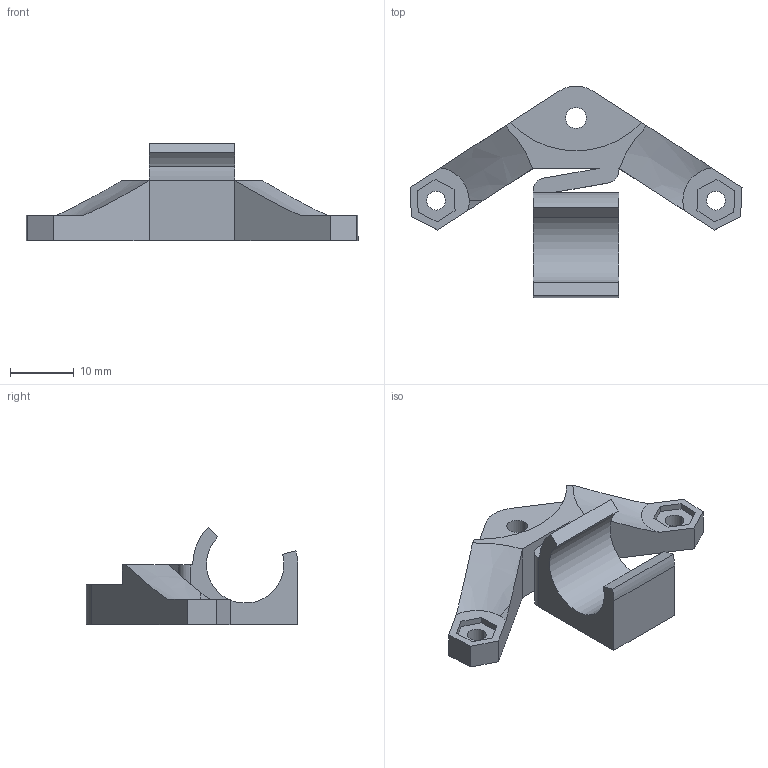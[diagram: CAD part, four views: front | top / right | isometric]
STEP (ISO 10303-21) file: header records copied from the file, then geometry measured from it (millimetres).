
FILE_DESCRIPTION (( 'STEP AP214' ), '1' );
FILE_NAME ('bearing-holder-float.STEP', '2012-04-30T11:11:15', ( 'jeanmarc' ), ( '' ), 'SwSTEP 2.0', 'SolidWorks 2012', '' );
FILE_SCHEMA (( 'AUTOMOTIVE_DESIGN' ));
Length unit declared in the file: millimetre
Products named in the file (1): bearing-holder-float
Bounding box: 52.22 x 33.23 x 15.33 mm (x, y, z)
Volume: 4739.8 mm3; surface area: 3492 mm2
Topology: 1 solids, 1 shells, 60 faces, 165 edges, 110 vertices
Faces by surface type: plane 44, cylinder 13, cone 3
Entity records: 1975 total; most frequent: CARTESIAN_POINT 375, ORIENTED_EDGE 330, DIRECTION 313, EDGE_CURVE 165, LINE 129, VECTOR 129, VERTEX_POINT 110, AXIS2_PLACEMENT_3D 92
